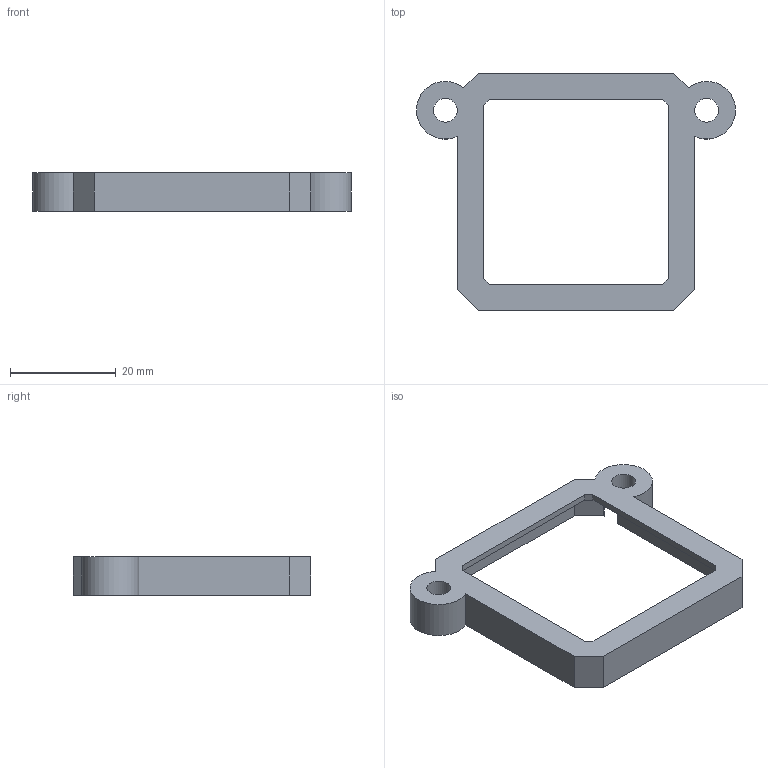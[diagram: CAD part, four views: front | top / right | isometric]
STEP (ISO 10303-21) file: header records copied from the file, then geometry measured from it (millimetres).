
Length unit declared in the file: millimetre
Products named in the file (1): Chained rail holder motor
Bounding box: 60.29 x 44.9 x 7.2 mm (x, y, z)
Volume: 2746 mm3; surface area: 4536.6 mm2
Topology: 1 solids, 1 shells, 35 faces, 96 edges, 64 vertices
Faces by surface type: plane 29, cylinder 6
Full cylindrical faces by diameter (mm): 4.5 x2
Entity records: 1157 total; most frequent: CARTESIAN_POINT 196, ORIENTED_EDGE 192, DIRECTION 180, EDGE_CURVE 96, LINE 84, VECTOR 84, VERTEX_POINT 64, AXIS2_PLACEMENT_3D 48
